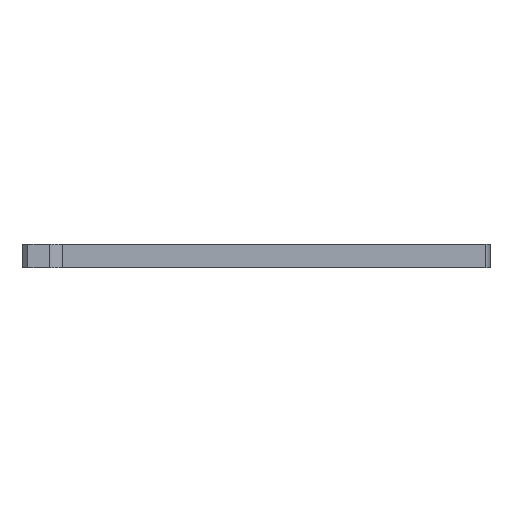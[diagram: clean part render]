
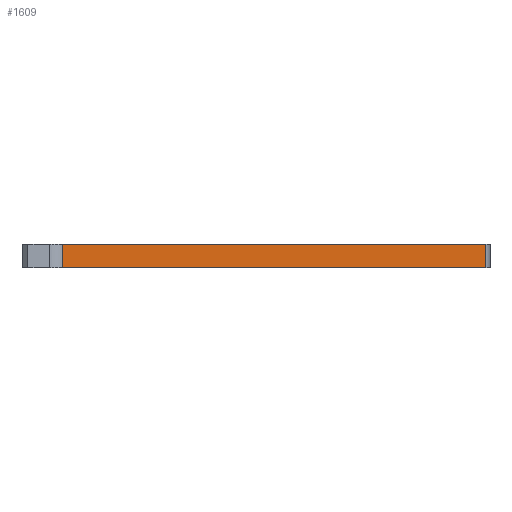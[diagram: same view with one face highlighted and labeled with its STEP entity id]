
A CAD part, front view. The second image highlights one B-rep face of the part: STEP entity #1609.
In plain terms, the highlighted planar face has unit normal (0.753, -0.658, 0).
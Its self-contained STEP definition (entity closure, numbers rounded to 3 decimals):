
#19 = ORIENTED_EDGE ( 'NONE', *, *, #100, .T. ) ;
#66 = EDGE_CURVE ( 'NONE', #1178, #1021, #1334, .T. ) ;
#80 = ORIENTED_EDGE ( 'NONE', *, *, #558, .T. ) ;
#100 = EDGE_CURVE ( 'NONE', #956, #1021, #1697, .T. ) ;
#252 = DIRECTION ( 'NONE',  ( 0., 0., -1. ) ) ;
#279 = DIRECTION ( 'NONE',  ( 0., 0., 1. ) ) ;
#374 = CARTESIAN_POINT ( 'NONE',  ( 159., 256., 8. ) ) ;
#398 = VECTOR ( 'NONE', #252, 1000. ) ;
#418 = PLANE ( 'NONE',  #1183 ) ;
#490 = VECTOR ( 'NONE', #279, 1000. ) ;
#558 = EDGE_CURVE ( 'NONE', #992, #956, #564, .T. ) ;
#559 = CARTESIAN_POINT ( 'NONE',  ( 159., 256., 0. ) ) ;
#564 = LINE ( 'NONE', #559, #969 ) ;
#603 = FACE_OUTER_BOUND ( 'NONE', #791, .T. ) ;
#618 = CARTESIAN_POINT ( 'NONE',  ( 13.793, 90.049, 0. ) ) ;
#749 = LINE ( 'NONE', #814, #398 ) ;
#791 = EDGE_LOOP ( 'NONE', ( #901, #1843, #80, #19 ) ) ;
#794 = CARTESIAN_POINT ( 'NONE',  ( 13.793, 90.049, 8. ) ) ;
#814 = CARTESIAN_POINT ( 'NONE',  ( 13.793, 90.049, 8. ) ) ;
#892 = CARTESIAN_POINT ( 'NONE',  ( 157.515, 254.303, 0. ) ) ;
#901 = ORIENTED_EDGE ( 'NONE', *, *, #66, .F. ) ;
#956 = VERTEX_POINT ( 'NONE', #892 ) ;
#969 = VECTOR ( 'NONE', #1279, 1000. ) ;
#982 = CARTESIAN_POINT ( 'NONE',  ( 157.515, 254.303, 8. ) ) ;
#992 = VERTEX_POINT ( 'NONE', #618 ) ;
#1021 = VERTEX_POINT ( 'NONE', #1347 ) ;
#1039 = VECTOR ( 'NONE', #1535, 1000. ) ;
#1178 = VERTEX_POINT ( 'NONE', #794 ) ;
#1183 = AXIS2_PLACEMENT_3D ( 'NONE', #1660, #1363, #1238 ) ;
#1238 = DIRECTION ( 'NONE',  ( -0.659, -0.753, 0. ) ) ;
#1279 = DIRECTION ( 'NONE',  ( 0.659, 0.753, 0. ) ) ;
#1334 = LINE ( 'NONE', #374, #1039 ) ;
#1347 = CARTESIAN_POINT ( 'NONE',  ( 157.515, 254.303, 8. ) ) ;
#1363 = DIRECTION ( 'NONE',  ( -0.753, 0.659, 0. ) ) ;
#1535 = DIRECTION ( 'NONE',  ( 0.659, 0.753, 0. ) ) ;
#1609 = ADVANCED_FACE ( 'NONE', ( #603 ), #418, .F. ) ;
#1660 = CARTESIAN_POINT ( 'NONE',  ( 159., 256., 8. ) ) ;
#1697 = LINE ( 'NONE', #982, #490 ) ;
#1786 = EDGE_CURVE ( 'NONE', #1178, #992, #749, .T. ) ;
#1843 = ORIENTED_EDGE ( 'NONE', *, *, #1786, .T. ) ;
